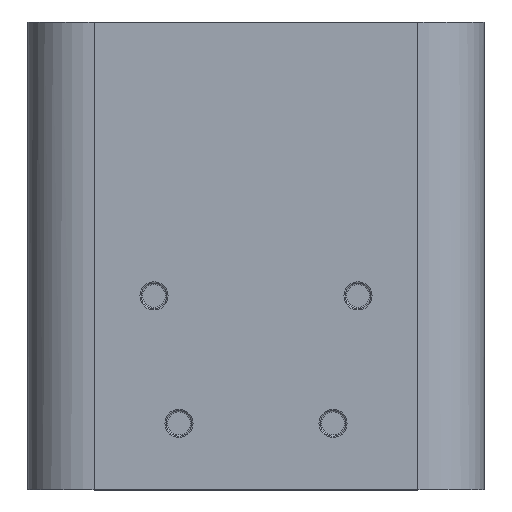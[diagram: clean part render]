
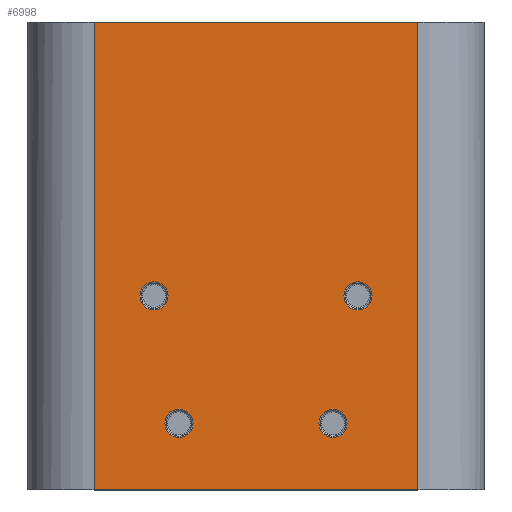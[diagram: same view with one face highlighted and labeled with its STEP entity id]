
A CAD part, top view. The second image highlights one B-rep face of the part: STEP entity #6998.
In plain terms, the highlighted planar face has unit normal (0, 0, 1).
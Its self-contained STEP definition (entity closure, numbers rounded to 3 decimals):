
#21 = EDGE_CURVE('',#22,#22,#24,.T.);
#22 = VERTEX_POINT('',#23);
#23 = CARTESIAN_POINT('',(1.185,-7.315,3.18));
#24 = CIRCLE('',#25,0.275);
#25 = AXIS2_PLACEMENT_3D('',#26,#27,#28);
#26 = CARTESIAN_POINT('',(1.46,-7.315,3.18));
#27 = DIRECTION('',(0.,0.,-1.));
#28 = DIRECTION('',(1.,0.,0.));
#91 = EDGE_CURVE('',#92,#92,#94,.T.);
#92 = VERTEX_POINT('',#93);
#93 = CARTESIAN_POINT('',(0.695,-4.815,3.18));
#94 = CIRCLE('',#95,0.275);
#95 = AXIS2_PLACEMENT_3D('',#96,#97,#98);
#96 = CARTESIAN_POINT('',(0.97,-4.815,3.18));
#97 = DIRECTION('',(0.,0.,-1.));
#98 = DIRECTION('',(1.,0.,0.));
#161 = EDGE_CURVE('',#162,#162,#164,.T.);
#162 = VERTEX_POINT('',#163);
#163 = CARTESIAN_POINT('',(4.695,-4.815,3.18));
#164 = CIRCLE('',#165,0.275);
#165 = AXIS2_PLACEMENT_3D('',#166,#167,#168);
#166 = CARTESIAN_POINT('',(4.97,-4.815,3.18));
#167 = DIRECTION('',(0.,0.,-1.));
#168 = DIRECTION('',(1.,0.,0.));
#221 = EDGE_CURVE('',#222,#222,#224,.T.);
#222 = VERTEX_POINT('',#223);
#223 = CARTESIAN_POINT('',(4.205,-7.315,3.18));
#224 = CIRCLE('',#225,0.275);
#225 = AXIS2_PLACEMENT_3D('',#226,#227,#228);
#226 = CARTESIAN_POINT('',(4.48,-7.315,3.18));
#227 = DIRECTION('',(0.,0.,-1.));
#228 = DIRECTION('',(1.,0.,0.));
#3845 = VERTEX_POINT('',#3846);
#3846 = CARTESIAN_POINT('',(6.145,0.555,3.18));
#3877 = VERTEX_POINT('',#3878);
#3878 = CARTESIAN_POINT('',(-0.205,0.555,3.18));
#3884 = EDGE_CURVE('',#3845,#3877,#3885,.T.);
#3885 = LINE('',#3886,#3887);
#3886 = CARTESIAN_POINT('',(-0.205,0.555,3.18));
#3887 = VECTOR('',#3888,1.);
#3888 = DIRECTION('',(-1.,0.,0.));
#5355 = VERTEX_POINT('',#5356);
#5356 = CARTESIAN_POINT('',(-0.205,-8.615,3.18));
#5387 = VERTEX_POINT('',#5388);
#5388 = CARTESIAN_POINT('',(6.145,-8.615,3.18));
#5394 = EDGE_CURVE('',#5387,#5355,#5395,.T.);
#5395 = LINE('',#5396,#5397);
#5396 = CARTESIAN_POINT('',(-0.205,-8.615,3.18));
#5397 = VECTOR('',#5398,1.);
#5398 = DIRECTION('',(-1.,0.,0.));
#6752 = EDGE_CURVE('',#5387,#3845,#6753,.T.);
#6753 = LINE('',#6754,#6755);
#6754 = CARTESIAN_POINT('',(6.145,-8.615,3.18));
#6755 = VECTOR('',#6756,1.);
#6756 = DIRECTION('',(0.,1.,0.));
#6988 = EDGE_CURVE('',#5355,#3877,#6989,.T.);
#6989 = LINE('',#6990,#6991);
#6990 = CARTESIAN_POINT('',(-0.205,-8.615,3.18));
#6991 = VECTOR('',#6992,1.);
#6992 = DIRECTION('',(0.,1.,0.));
#6998 = ADVANCED_FACE('',(#6999,#7005,#7008,#7011,#7014),#7017,.F.);
#6999 = FACE_BOUND('',#7000,.T.);
#7000 = EDGE_LOOP('',(#7001,#7002,#7003,#7004));
#7001 = ORIENTED_EDGE('',*,*,#3884,.T.);
#7002 = ORIENTED_EDGE('',*,*,#6988,.F.);
#7003 = ORIENTED_EDGE('',*,*,#5394,.F.);
#7004 = ORIENTED_EDGE('',*,*,#6752,.T.);
#7005 = FACE_BOUND('',#7006,.T.);
#7006 = EDGE_LOOP('',(#7007));
#7007 = ORIENTED_EDGE('',*,*,#221,.T.);
#7008 = FACE_BOUND('',#7009,.T.);
#7009 = EDGE_LOOP('',(#7010));
#7010 = ORIENTED_EDGE('',*,*,#161,.T.);
#7011 = FACE_BOUND('',#7012,.T.);
#7012 = EDGE_LOOP('',(#7013));
#7013 = ORIENTED_EDGE('',*,*,#91,.T.);
#7014 = FACE_BOUND('',#7015,.T.);
#7015 = EDGE_LOOP('',(#7016));
#7016 = ORIENTED_EDGE('',*,*,#21,.T.);
#7017 = PLANE('',#7018);
#7018 = AXIS2_PLACEMENT_3D('',#7019,#7020,#7021);
#7019 = CARTESIAN_POINT('',(-0.205,-8.615,3.18));
#7020 = DIRECTION('',(0.,0.,-1.));
#7021 = DIRECTION('',(1.,0.,0.));
